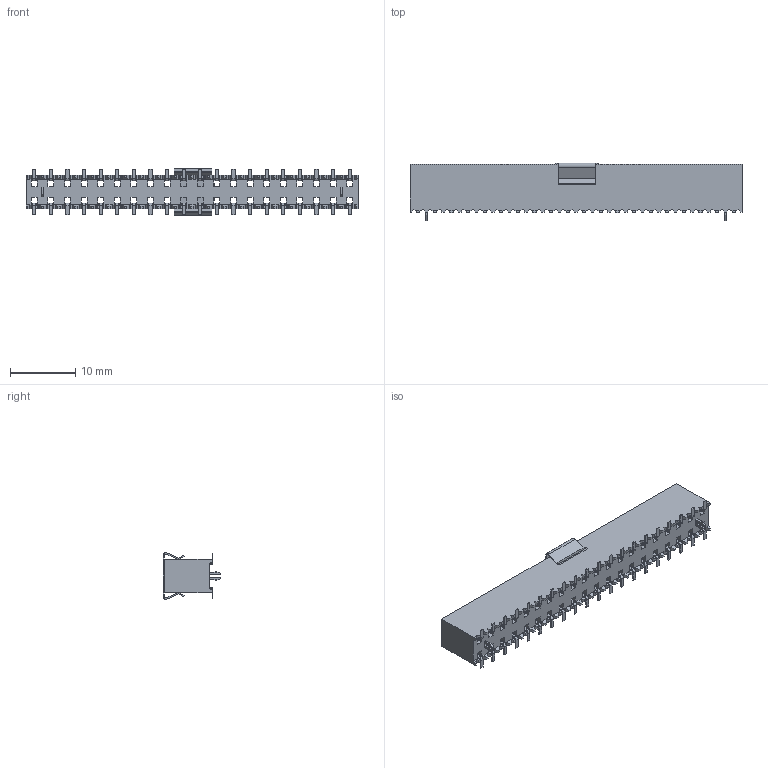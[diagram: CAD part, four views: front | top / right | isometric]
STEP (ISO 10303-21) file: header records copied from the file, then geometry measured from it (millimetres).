
FILE_DESCRIPTION(/* description */ ('STEP AP214'),/* implementation_level */ '2;1');
FILE_NAME(/* name */ 'SSM-120-L-DV-LC-M-TR',/* time_stamp */ '2024-10-27T21:50:10+01:00',/* author */ ('License CC BY-ND 4.0'),/* organization */ ('CADENAS'),/* preprocessor_version */ 'ST-DEVELOPER v19.3',/* originating_system */ 'PARTsolutions',/* authorisation */ ' ');
FILE_SCHEMA (('AUTOMOTIVE_DESIGN {1 0 10303 214 3 1 1}'));
Length unit declared in the file: inch
Products named in the file (4): SSM-120-L-DV-LC-M-TR; SSM-120-L-DV-LC-M-TR_body; C-137-01-L20; SSM_Metal_pad
Assembly tree (3 placements, depth 2):
  SSM-120-L-DV-LC-M-TR
    SSM-120-L-DV-LC-M-TR_body
    C-137-01-L20
    SSM_Metal_pad
Bounding box: 50.8 x 8.84 x 7.11 mm (x, y, z)
Volume: 1573 mm3; surface area: 2872.7 mm2
Topology: 3 solids, 3 shells, 1031 faces, 3066 edges, 2044 vertices
Faces by surface type: plane 947, cylinder 84
Entity records: 34325 total; most frequent: CARTESIAN_POINT 6145, ORIENTED_EDGE 6132, DIRECTION 5304, EDGE_CURVE 3066, LINE 2898, VECTOR 2898, VERTEX_POINT 2044, AXIS2_PLACEMENT_3D 1203
